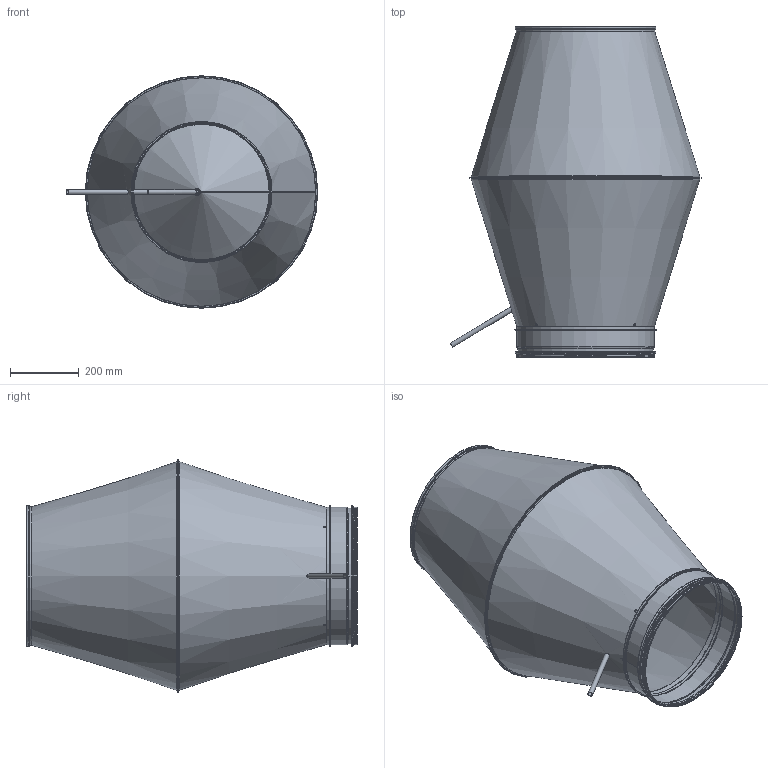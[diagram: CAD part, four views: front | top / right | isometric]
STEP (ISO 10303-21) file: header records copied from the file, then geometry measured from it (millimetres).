
FILE_DESCRIPTION(/* description */ ('Underdel HJH'),/* implementation_level */ '2;1');
FILE_NAME(/* name */ 'HJH-07.stp',/* time_stamp */ '2016-04-01T08:54:01+02:00',/* author */ ('CAD'),/* organization */ (''),/* preprocessor_version */ 'ST-DEVELOPER v15.6',/* originating_system */ 'Autodesk Inventor 2015',/* authorisation */ '');
FILE_SCHEMA (('AUTOMOTIVE_DESIGN { 1 0 10303 214 3 1 1 }'));
Length unit declared in the file: millimetre
Products named in the file (11): HJH-AA-07; HJH-AB-07; HJH-AC-07; HJH-AD-07; Slang-HJH-400; Slangklämma; BlindnitmutterM6; HSGTillHJHRörämne-400; 999009; HSGTillHJH-400; HJH-07
Bounding box: 730.81 x 961.5 x 675.4 mm (x, y, z)
Volume: 1458881.5 mm3; surface area: 4142010 mm2
Topology: 13 solids, 13 shells, 321 faces, 680 edges, 380 vertices
Faces by surface type: plane 167, cylinder 71, torus 42, cone 36, bspline 5
Full cylindrical faces by diameter (mm): 10 x3, 14 x2, 392.95 x1, 393.95 x1, 395.2 x1, 397.75 x3, 397.8 x3, 398.75 x3, 398.8 x1, 400.2 x1, 400.5 x1, 401.9 x1, 404.2 x1, 406.5 x1, 407.9 x1, 409.2 x1, 662 x2, 663.4 x2, 664 x1, 672 x1
Entity records: 8008 total; most frequent: CARTESIAN_POINT 1718, DIRECTION 1348, ORIENTED_EDGE 1092, EDGE_CURVE 546, AXIS2_PLACEMENT_3D 544, VERTEX_POINT 315, EDGE_LOOP 301, FACE_OUTER_BOUND 265
